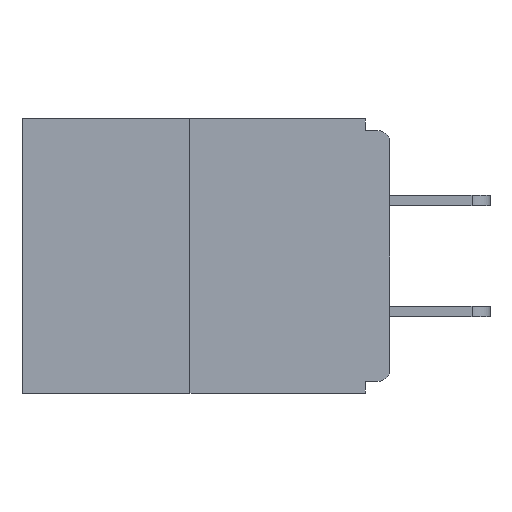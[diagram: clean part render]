
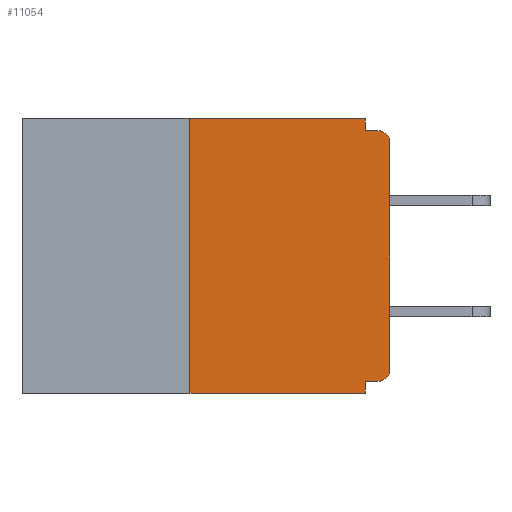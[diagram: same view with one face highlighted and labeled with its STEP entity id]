
A CAD part, left-side view. The second image highlights one B-rep face of the part: STEP entity #11054.
In plain terms, the highlighted planar face has unit normal (-1, 0, 0).
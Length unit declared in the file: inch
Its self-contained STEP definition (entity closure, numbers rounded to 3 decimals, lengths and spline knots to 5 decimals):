
#29 = CIRCLE ( 'NONE', #2267, 0.015 ) ;
#158 = PLANE ( 'NONE',  #12095 ) ;
#173 = DIRECTION ( 'NONE',  ( 0., 1., 0. ) ) ;
#484 = CARTESIAN_POINT ( 'NONE',  ( 0., 0., -0.313 ) ) ;
#2011 = VERTEX_POINT ( 'NONE', #15130 ) ;
#2267 = AXIS2_PLACEMENT_3D ( 'NONE', #22080, #23856, #22344 ) ;
#2677 = VERTEX_POINT ( 'NONE', #22456 ) ;
#2737 = LINE ( 'NONE', #5855, #9461 ) ;
#2790 = CARTESIAN_POINT ( 'NONE',  ( 0., 0.031, -0.343 ) ) ;
#3062 = CARTESIAN_POINT ( 'NONE',  ( 0., 0.031, 0. ) ) ;
#3126 = CARTESIAN_POINT ( 'NONE',  ( 0., 0.031, -0.328 ) ) ;
#3373 = EDGE_CURVE ( 'NONE', #15158, #4775, #12518, .T. ) ;
#3537 = CARTESIAN_POINT ( 'NONE',  ( 0., 0., -0.03 ) ) ;
#3828 = VERTEX_POINT ( 'NONE', #16346 ) ;
#4108 = CIRCLE ( 'NONE', #9198, 0.015 ) ;
#4775 = VERTEX_POINT ( 'NONE', #3537 ) ;
#4845 = LINE ( 'NONE', #11290, #14154 ) ;
#4850 = VERTEX_POINT ( 'NONE', #11984 ) ;
#5257 = ORIENTED_EDGE ( 'NONE', *, *, #6250, .F. ) ;
#5649 = CARTESIAN_POINT ( 'NONE',  ( 0., 0.031, 0. ) ) ;
#5855 = CARTESIAN_POINT ( 'NONE',  ( 0., 0., -0.015 ) ) ;
#5998 = ORIENTED_EDGE ( 'NONE', *, *, #24218, .F. ) ;
#6062 = CARTESIAN_POINT ( 'NONE',  ( 0., 0.25, 0. ) ) ;
#6250 = EDGE_CURVE ( 'NONE', #2677, #14041, #2737, .T. ) ;
#6585 = FACE_OUTER_BOUND ( 'NONE', #22073, .T. ) ;
#7311 = VECTOR ( 'NONE', #18997, 39.37008 ) ;
#7569 = LINE ( 'NONE', #6062, #7311 ) ;
#7828 = EDGE_CURVE ( 'NONE', #3828, #15158, #29, .T. ) ;
#7859 = EDGE_CURVE ( 'NONE', #2011, #18436, #20504, .T. ) ;
#7903 = DIRECTION ( 'NONE',  ( 1., 0., 0. ) ) ;
#8150 = DIRECTION ( 'NONE',  ( 0., -1., 0. ) ) ;
#8299 = DIRECTION ( 'NONE',  ( 0., 0., -1. ) ) ;
#8536 = ORIENTED_EDGE ( 'NONE', *, *, #14276, .F. ) ;
#8559 = LINE ( 'NONE', #20692, #22833 ) ;
#9198 = AXIS2_PLACEMENT_3D ( 'NONE', #20670, #9670, #19012 ) ;
#9461 = VECTOR ( 'NONE', #8150, 39.37008 ) ;
#9670 = DIRECTION ( 'NONE',  ( -1., 0., 0. ) ) ;
#10311 = VERTEX_POINT ( 'NONE', #5649 ) ;
#11054 = ADVANCED_FACE ( 'NONE', ( #6585 ), #158, .F. ) ;
#11290 = CARTESIAN_POINT ( 'NONE',  ( 0., 0.46, 0. ) ) ;
#11555 = DIRECTION ( 'NONE',  ( 0., -1., 0. ) ) ;
#11641 = ORIENTED_EDGE ( 'NONE', *, *, #3373, .T. ) ;
#11823 = EDGE_CURVE ( 'NONE', #10311, #2677, #14396, .T. ) ;
#11984 = CARTESIAN_POINT ( 'NONE',  ( 0., 0.25, 0. ) ) ;
#12095 = AXIS2_PLACEMENT_3D ( 'NONE', #13414, #7903, #20674 ) ;
#12502 = CARTESIAN_POINT ( 'NONE',  ( 0., 0.015, -0.015 ) ) ;
#12509 = DIRECTION ( 'NONE',  ( 0., 0., 1. ) ) ;
#12518 = LINE ( 'NONE', #14477, #23042 ) ;
#12770 = DIRECTION ( 'NONE',  ( 0., -1., 0. ) ) ;
#12852 = CARTESIAN_POINT ( 'NONE',  ( 0., 0.46, -0.343 ) ) ;
#12942 = VECTOR ( 'NONE', #16116, 39.37008 ) ;
#13017 = ORIENTED_EDGE ( 'NONE', *, *, #7828, .T. ) ;
#13068 = CARTESIAN_POINT ( 'NONE',  ( 0., 0.031, -0.343 ) ) ;
#13414 = CARTESIAN_POINT ( 'NONE',  ( 0., 0.46, 0. ) ) ;
#14041 = VERTEX_POINT ( 'NONE', #12502 ) ;
#14154 = VECTOR ( 'NONE', #11555, 39.37008 ) ;
#14276 = EDGE_CURVE ( 'NONE', #2011, #4850, #7569, .T. ) ;
#14396 = LINE ( 'NONE', #3062, #12942 ) ;
#14477 = CARTESIAN_POINT ( 'NONE',  ( 0., 0., 0. ) ) ;
#14789 = VERTEX_POINT ( 'NONE', #3126 ) ;
#15130 = CARTESIAN_POINT ( 'NONE',  ( 0., 0.25, -0.343 ) ) ;
#15158 = VERTEX_POINT ( 'NONE', #484 ) ;
#15663 = EDGE_CURVE ( 'NONE', #3828, #14789, #8559, .T. ) ;
#16116 = DIRECTION ( 'NONE',  ( 0., 0., -1. ) ) ;
#16185 = EDGE_CURVE ( 'NONE', #4775, #14041, #4108, .T. ) ;
#16311 = EDGE_CURVE ( 'NONE', #14789, #18436, #16378, .T. ) ;
#16346 = CARTESIAN_POINT ( 'NONE',  ( 0., 0.015, -0.328 ) ) ;
#16378 = LINE ( 'NONE', #2790, #21914 ) ;
#16946 = ORIENTED_EDGE ( 'NONE', *, *, #16185, .T. ) ;
#17906 = VECTOR ( 'NONE', #12770, 39.37008 ) ;
#18436 = VERTEX_POINT ( 'NONE', #13068 ) ;
#18997 = DIRECTION ( 'NONE',  ( 0., 0., 1. ) ) ;
#19012 = DIRECTION ( 'NONE',  ( 0., 0., -1. ) ) ;
#19593 = ORIENTED_EDGE ( 'NONE', *, *, #7859, .T. ) ;
#20474 = ORIENTED_EDGE ( 'NONE', *, *, #15663, .F. ) ;
#20504 = LINE ( 'NONE', #12852, #17906 ) ;
#20670 = CARTESIAN_POINT ( 'NONE',  ( 0., 0.015, -0.03 ) ) ;
#20674 = DIRECTION ( 'NONE',  ( 0., 0., -1. ) ) ;
#20692 = CARTESIAN_POINT ( 'NONE',  ( 0., 0., -0.328 ) ) ;
#21914 = VECTOR ( 'NONE', #8299, 39.37008 ) ;
#21933 = ORIENTED_EDGE ( 'NONE', *, *, #11823, .F. ) ;
#22073 = EDGE_LOOP ( 'NONE', ( #5998, #8536, #19593, #23995, #20474, #13017, #11641, #16946, #5257, #21933 ) ) ;
#22080 = CARTESIAN_POINT ( 'NONE',  ( 0., 0.015, -0.313 ) ) ;
#22344 = DIRECTION ( 'NONE',  ( 0., 0., -1. ) ) ;
#22456 = CARTESIAN_POINT ( 'NONE',  ( 0., 0.031, -0.015 ) ) ;
#22833 = VECTOR ( 'NONE', #173, 39.37008 ) ;
#23042 = VECTOR ( 'NONE', #12509, 39.37008 ) ;
#23856 = DIRECTION ( 'NONE',  ( -1., 0., 0. ) ) ;
#23995 = ORIENTED_EDGE ( 'NONE', *, *, #16311, .F. ) ;
#24218 = EDGE_CURVE ( 'NONE', #4850, #10311, #4845, .T. ) ;
